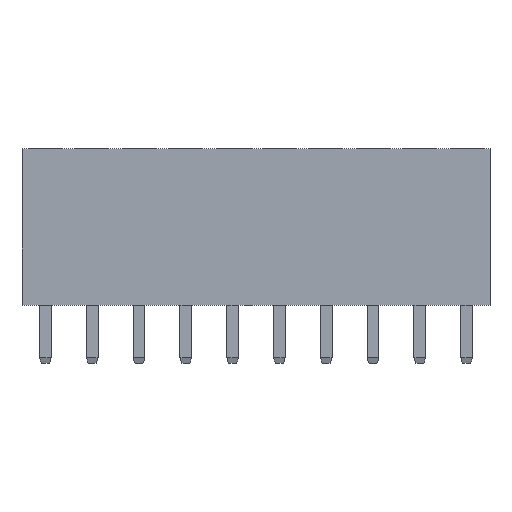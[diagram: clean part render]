
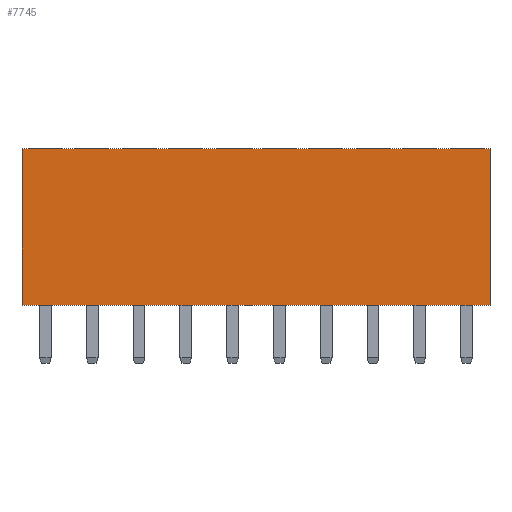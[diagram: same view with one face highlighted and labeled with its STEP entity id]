
A CAD part, top view. The second image highlights one B-rep face of the part: STEP entity #7745.
In plain terms, the highlighted planar face has unit normal (0, 0, 1).
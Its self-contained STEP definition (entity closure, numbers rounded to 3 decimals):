
#7745 = ADVANCED_FACE ( 'NONE', ( #11363 ), #11362, .F. ) ;
#7746 = EDGE_LOOP ( 'NONE', ( #7747, #7749, #7785, #7788 ) ) ;
#7747 = ORIENTED_EDGE ( 'NONE', *, *, #7751, .T. ) ;
#7748 = VERTEX_POINT ( 'NONE', #11357 ) ;
#7749 = ORIENTED_EDGE ( 'NONE', *, *, #7783, .F. ) ;
#7751 = EDGE_CURVE ( 'NONE', #7752, #7748, #11356, .T. ) ;
#7752 = VERTEX_POINT ( 'NONE', #11352 ) ;
#7783 = EDGE_CURVE ( 'NONE', #7784, #7748, #11422, .T. ) ;
#7784 = VERTEX_POINT ( 'NONE', #11418 ) ;
#7785 = ORIENTED_EDGE ( 'NONE', *, *, #7786, .F. ) ;
#7786 = EDGE_CURVE ( 'NONE', #7787, #7784, #11417, .T. ) ;
#7787 = VERTEX_POINT ( 'NONE', #11413 ) ;
#7788 = ORIENTED_EDGE ( 'NONE', *, *, #7789, .T. ) ;
#7789 = EDGE_CURVE ( 'NONE', #7787, #7752, #11412, .T. ) ;
#11352 = CARTESIAN_POINT ( 'NONE',  ( -24.13, 0., 1.27 ) ) ;
#11353 = DIRECTION ( 'NONE',  ( 1., 0., 0. ) ) ;
#11354 = VECTOR ( 'NONE', #11353, 1000. ) ;
#11355 = CARTESIAN_POINT ( 'NONE',  ( -1.27, 0., 1.27 ) ) ;
#11356 = LINE ( 'NONE', #11355, #11354 ) ;
#11357 = CARTESIAN_POINT ( 'NONE',  ( 1.27, 0., 1.27 ) ) ;
#11358 = DIRECTION ( 'NONE',  ( -1., 0., 0. ) ) ;
#11359 = DIRECTION ( 'NONE',  ( 0., 0., -1. ) ) ;
#11360 = CARTESIAN_POINT ( 'NONE',  ( -1.27, 8.5, 1.27 ) ) ;
#11361 = AXIS2_PLACEMENT_3D ( 'NONE', #11360, #11359, #11358 ) ;
#11362 = PLANE ( 'NONE',  #11361 ) ;
#11363 = FACE_OUTER_BOUND ( 'NONE', #7746, .T. ) ;
#11409 = DIRECTION ( 'NONE',  ( 0., -1., 0. ) ) ;
#11410 = VECTOR ( 'NONE', #11409, 1000. ) ;
#11411 = CARTESIAN_POINT ( 'NONE',  ( -24.13, 8.5, 1.27 ) ) ;
#11412 = LINE ( 'NONE', #11411, #11410 ) ;
#11413 = CARTESIAN_POINT ( 'NONE',  ( -24.13, 8.5, 1.27 ) ) ;
#11414 = DIRECTION ( 'NONE',  ( 1., 0., 0. ) ) ;
#11415 = VECTOR ( 'NONE', #11414, 1000. ) ;
#11416 = CARTESIAN_POINT ( 'NONE',  ( -1.27, 8.5, 1.27 ) ) ;
#11417 = LINE ( 'NONE', #11416, #11415 ) ;
#11418 = CARTESIAN_POINT ( 'NONE',  ( 1.27, 8.5, 1.27 ) ) ;
#11419 = DIRECTION ( 'NONE',  ( 0., -1., 0. ) ) ;
#11420 = VECTOR ( 'NONE', #11419, 1000. ) ;
#11421 = CARTESIAN_POINT ( 'NONE',  ( 1.27, 8.5, 1.27 ) ) ;
#11422 = LINE ( 'NONE', #11421, #11420 ) ;
